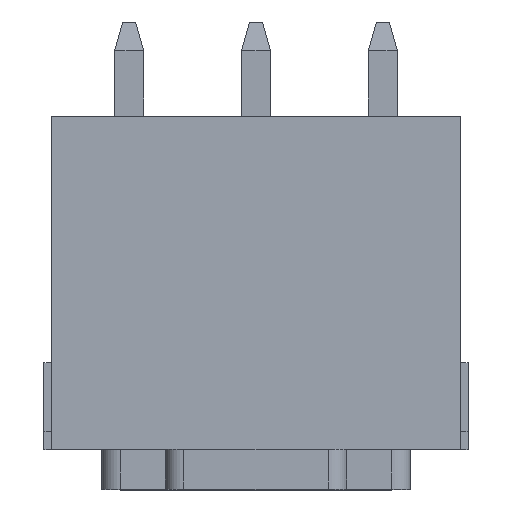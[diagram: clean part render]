
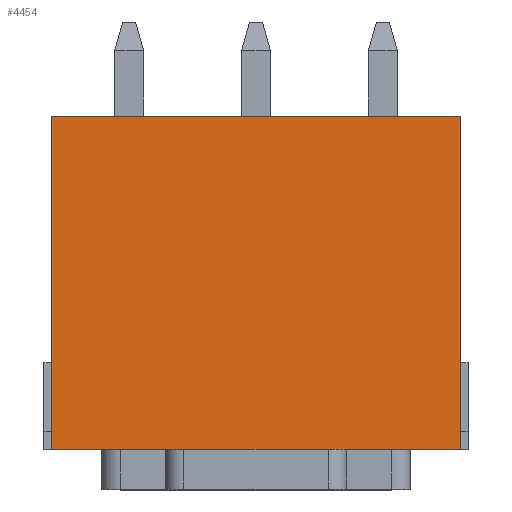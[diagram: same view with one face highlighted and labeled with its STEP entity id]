
A CAD part, top view. The second image highlights one B-rep face of the part: STEP entity #4454.
In plain terms, the highlighted planar face has unit normal (0, 0, 1).
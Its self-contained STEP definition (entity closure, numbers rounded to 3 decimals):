
#791=ORIENTED_EDGE('',*,*,#1765,.T.);
#792=ORIENTED_EDGE('',*,*,#1764,.F.);
#793=ORIENTED_EDGE('',*,*,#1752,.F.);
#794=ORIENTED_EDGE('',*,*,#1421,.T.);
#1421=EDGE_CURVE('',#2052,#2051,#2479,.T.);
#1752=EDGE_CURVE('',#2052,#2277,#2779,.T.);
#1764=EDGE_CURVE('',#2277,#2285,#2789,.T.);
#1765=EDGE_CURVE('',#2051,#2285,#2790,.T.);
#2051=VERTEX_POINT('',#6111);
#2052=VERTEX_POINT('',#6113);
#2277=VERTEX_POINT('',#6776);
#2285=VERTEX_POINT('',#6796);
#2479=LINE('',#6112,#3065);
#2779=LINE('',#6775,#3365);
#2789=LINE('',#6798,#3375);
#2790=LINE('',#6800,#3376);
#3065=VECTOR('',#4939,1000.);
#3365=VECTOR('',#5515,1000.);
#3375=VECTOR('',#5533,1000.);
#3376=VECTOR('',#5536,1000.);
#3752=EDGE_LOOP('',(#791,#792,#793,#794));
#4006=FACE_BOUND('',#3752,.T.);
#4234=PLANE('',#4754);
#4454=ADVANCED_FACE('',(#4006),#4234,.F.);
#4754=AXIS2_PLACEMENT_3D('',#6799,#5534,#5535);
#4939=DIRECTION('',(0.,-1.,0.));
#5515=DIRECTION('',(1.,0.,0.));
#5533=DIRECTION('',(0.,-1.,0.));
#5534=DIRECTION('',(0.,0.,-1.));
#5535=DIRECTION('',(-1.,0.,0.));
#5536=DIRECTION('',(1.,0.,0.));
#6111=CARTESIAN_POINT('',(-5.65,0.,3.5));
#6112=CARTESIAN_POINT('',(-5.65,9.2,3.5));
#6113=CARTESIAN_POINT('',(-5.65,9.2,3.5));
#6775=CARTESIAN_POINT('',(-5.65,9.2,3.5));
#6776=CARTESIAN_POINT('',(5.65,9.2,3.5));
#6796=CARTESIAN_POINT('',(5.65,0.,3.5));
#6798=CARTESIAN_POINT('',(5.65,9.2,3.5));
#6799=CARTESIAN_POINT('',(-5.65,9.2,3.5));
#6800=CARTESIAN_POINT('',(-5.65,0.,3.5));
